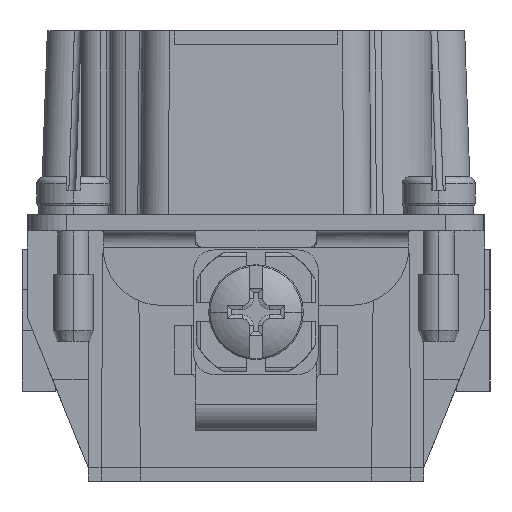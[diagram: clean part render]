
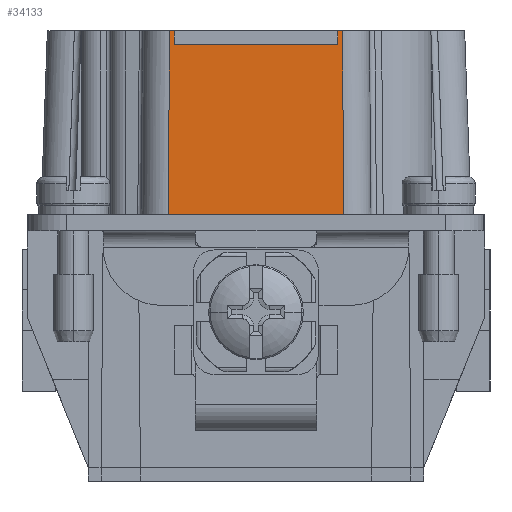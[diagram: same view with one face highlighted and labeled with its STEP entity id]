
A CAD part, left-side view. The second image highlights one B-rep face of the part: STEP entity #34133.
In plain terms, the highlighted planar face has unit normal (-1, 0, 0.009).
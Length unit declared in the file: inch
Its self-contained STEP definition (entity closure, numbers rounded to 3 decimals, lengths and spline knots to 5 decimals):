
#342 = VECTOR ( 'NONE', #34683, 39.37008 ) ;
#932 = VERTEX_POINT ( 'NONE', #32381 ) ;
#2667 = CARTESIAN_POINT ( 'NONE',  ( -1.65674, 0., 0.53543 ) ) ;
#3805 = ORIENTED_EDGE ( 'NONE', *, *, #31100, .T. ) ;
#4059 = ORIENTED_EDGE ( 'NONE', *, *, #5231, .F. ) ;
#5224 = VECTOR ( 'NONE', #33099, 39.37008 ) ;
#5231 = EDGE_CURVE ( 'NONE', #932, #13726, #47309, .T. ) ;
#6187 = CARTESIAN_POINT ( 'NONE',  ( -1.6613, -0.25579, 0.01381 ) ) ;
#6345 = EDGE_CURVE ( 'NONE', #15709, #15453, #13981, .T. ) ;
#6566 = DIRECTION ( 'NONE',  ( 0.009, 0., 1. ) ) ;
#6996 = CARTESIAN_POINT ( 'NONE',  ( -1.65674, -0.23819, 0.53543 ) ) ;
#8577 = EDGE_CURVE ( 'NONE', #30154, #38738, #17320, .T. ) ;
#10491 = VECTOR ( 'NONE', #39564, 39.37008 ) ;
#10606 = CARTESIAN_POINT ( 'NONE',  ( -1.6614, 0.25589, 0.00223 ) ) ;
#10680 = DIRECTION ( 'NONE',  ( 0.009, 0., 1. ) ) ;
#10815 = VERTEX_POINT ( 'NONE', #17231 ) ;
#12927 = CARTESIAN_POINT ( 'NONE',  ( -1.65674, 0.25124, 0.53543 ) ) ;
#13726 = VERTEX_POINT ( 'NONE', #6996 ) ;
#13981 = LINE ( 'NONE', #10606, #19489 ) ;
#13988 = ORIENTED_EDGE ( 'NONE', *, *, #6345, .F. ) ;
#15015 = LINE ( 'NONE', #24919, #5224 ) ;
#15453 = VERTEX_POINT ( 'NONE', #12927 ) ;
#15709 = VERTEX_POINT ( 'NONE', #33618 ) ;
#16405 = CARTESIAN_POINT ( 'NONE',  ( -1.65709, 0., 0.49606 ) ) ;
#16610 = CARTESIAN_POINT ( 'NONE',  ( -1.65674, 0.23819, 0.53543 ) ) ;
#17231 = CARTESIAN_POINT ( 'NONE',  ( -1.65674, -0.25124, 0.53543 ) ) ;
#17320 = LINE ( 'NONE', #16610, #342 ) ;
#17427 = DIRECTION ( 'NONE',  ( -1., 0., 0.009 ) ) ;
#18724 = ORIENTED_EDGE ( 'NONE', *, *, #35069, .T. ) ;
#19489 = VECTOR ( 'NONE', #29410, 39.37008 ) ;
#20691 = CARTESIAN_POINT ( 'NONE',  ( -1.66142, -0.25591, 0. ) ) ;
#21044 = FACE_OUTER_BOUND ( 'NONE', #42323, .T. ) ;
#24919 = CARTESIAN_POINT ( 'NONE',  ( -1.65674, 0., 0.53543 ) ) ;
#28062 = DIRECTION ( 'NONE',  ( 0., -1., 0. ) ) ;
#28281 = EDGE_CURVE ( 'NONE', #10815, #38632, #39220, .T. ) ;
#29410 = DIRECTION ( 'NONE',  ( 0.009, -0.009, 1. ) ) ;
#30154 = VERTEX_POINT ( 'NONE', #33270 ) ;
#30865 = DIRECTION ( 'NONE',  ( 0., 1., 0. ) ) ;
#31100 = EDGE_CURVE ( 'NONE', #15709, #38632, #46392, .T. ) ;
#31364 = LINE ( 'NONE', #2667, #10491 ) ;
#31973 = DIRECTION ( 'NONE',  ( -0.009, -0.009, -1. ) ) ;
#32126 = VECTOR ( 'NONE', #30865, 39.37008 ) ;
#32381 = CARTESIAN_POINT ( 'NONE',  ( -1.65709, -0.23819, 0.49606 ) ) ;
#33099 = DIRECTION ( 'NONE',  ( 0., 1., 0. ) ) ;
#33270 = CARTESIAN_POINT ( 'NONE',  ( -1.65674, 0.23819, 0.53543 ) ) ;
#33618 = CARTESIAN_POINT ( 'NONE',  ( -1.66142, 0.25591, 0. ) ) ;
#33779 = VECTOR ( 'NONE', #28062, 39.37008 ) ;
#34133 = ADVANCED_FACE ( 'NONE', ( #21044 ), #43223, .T. ) ;
#34683 = DIRECTION ( 'NONE',  ( -0.009, 0., -1. ) ) ;
#35069 = EDGE_CURVE ( 'NONE', #10815, #13726, #15015, .T. ) ;
#38573 = LINE ( 'NONE', #16405, #32126 ) ;
#38632 = VERTEX_POINT ( 'NONE', #20691 ) ;
#38738 = VERTEX_POINT ( 'NONE', #47695 ) ;
#39145 = CARTESIAN_POINT ( 'NONE',  ( -1.66142, 0., 0. ) ) ;
#39220 = LINE ( 'NONE', #6187, #46763 ) ;
#39564 = DIRECTION ( 'NONE',  ( 0., 1., 0. ) ) ;
#39839 = CARTESIAN_POINT ( 'NONE',  ( -1.65709, -0.23819, 0.49606 ) ) ;
#41413 = AXIS2_PLACEMENT_3D ( 'NONE', #43703, #17427, #10680 ) ;
#41525 = EDGE_CURVE ( 'NONE', #30154, #15453, #31364, .T. ) ;
#42169 = ORIENTED_EDGE ( 'NONE', *, *, #28281, .F. ) ;
#42211 = ORIENTED_EDGE ( 'NONE', *, *, #44822, .T. ) ;
#42323 = EDGE_LOOP ( 'NONE', ( #4059, #42211, #45030, #45468, #13988, #3805, #42169, #18724 ) ) ;
#42641 = VECTOR ( 'NONE', #6566, 39.37008 ) ;
#43223 = PLANE ( 'NONE',  #41413 ) ;
#43703 = CARTESIAN_POINT ( 'NONE',  ( -1.66142, 0., 0. ) ) ;
#44822 = EDGE_CURVE ( 'NONE', #932, #38738, #38573, .T. ) ;
#45030 = ORIENTED_EDGE ( 'NONE', *, *, #8577, .F. ) ;
#45468 = ORIENTED_EDGE ( 'NONE', *, *, #41525, .T. ) ;
#46392 = LINE ( 'NONE', #39145, #33779 ) ;
#46763 = VECTOR ( 'NONE', #31973, 39.37008 ) ;
#47309 = LINE ( 'NONE', #39839, #42641 ) ;
#47695 = CARTESIAN_POINT ( 'NONE',  ( -1.65709, 0.23819, 0.49606 ) ) ;
